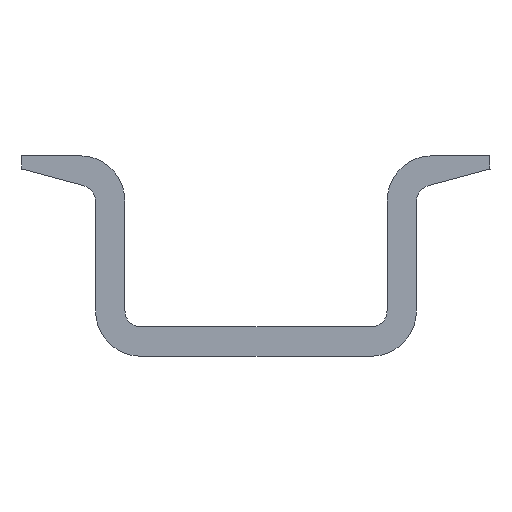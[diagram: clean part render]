
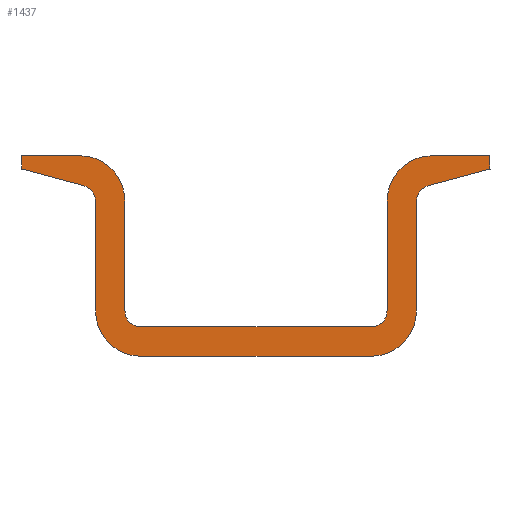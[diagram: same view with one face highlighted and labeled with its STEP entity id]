
A CAD part, left-side view. The second image highlights one B-rep face of the part: STEP entity #1437.
In plain terms, the highlighted face is planar.
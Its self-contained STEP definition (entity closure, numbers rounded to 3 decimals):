
#1270=CIRCLE('',#4315,1.2);
#1272=CIRCLE('',#4319,3.395);
#1340=CIRCLE('',#4389,3.395);
#1342=CIRCLE('',#4393,1.2);
#1344=CIRCLE('',#4399,3.395);
#1346=CIRCLE('',#4403,1.2);
#1414=CIRCLE('',#4473,1.2);
#1416=CIRCLE('',#4477,3.395);
#1437=ADVANCED_FACE('',(#1669),#1583,.F.);
#1583=PLANE('',#4480);
#1669=FACE_OUTER_BOUND('',#1889,.T.);
#1889=EDGE_LOOP('',(#2367,#2368,#2369,#2370,#2371,#2372,#2373,#2374,#2375,
#2376,#2377,#2378,#2379,#2380,#2381,#2382,#2383,#2384,#2385,#2386));
#2367=ORIENTED_EDGE('',*,*,#3241,.T.);
#2368=ORIENTED_EDGE('',*,*,#3245,.T.);
#2369=ORIENTED_EDGE('',*,*,#3248,.T.);
#2370=ORIENTED_EDGE('',*,*,#3251,.T.);
#2371=ORIENTED_EDGE('',*,*,#3254,.T.);
#2372=ORIENTED_EDGE('',*,*,#3389,.T.);
#2373=ORIENTED_EDGE('',*,*,#3392,.T.);
#2374=ORIENTED_EDGE('',*,*,#3395,.T.);
#2375=ORIENTED_EDGE('',*,*,#3398,.T.);
#2376=ORIENTED_EDGE('',*,*,#3401,.T.);
#2377=ORIENTED_EDGE('',*,*,#3404,.T.);
#2378=ORIENTED_EDGE('',*,*,#3407,.T.);
#2379=ORIENTED_EDGE('',*,*,#3410,.T.);
#2380=ORIENTED_EDGE('',*,*,#3413,.T.);
#2381=ORIENTED_EDGE('',*,*,#3416,.T.);
#2382=ORIENTED_EDGE('',*,*,#3551,.T.);
#2383=ORIENTED_EDGE('',*,*,#3554,.T.);
#2384=ORIENTED_EDGE('',*,*,#3557,.T.);
#2385=ORIENTED_EDGE('',*,*,#3560,.T.);
#2386=ORIENTED_EDGE('',*,*,#3562,.T.);
#2937=VERTEX_POINT('',#5536);
#2938=VERTEX_POINT('',#5538);
#2940=VERTEX_POINT('',#5544);
#2942=VERTEX_POINT('',#5550);
#2944=VERTEX_POINT('',#5556);
#2946=VERTEX_POINT('',#5562);
#3080=VERTEX_POINT('',#5832);
#3082=VERTEX_POINT('',#5838);
#3084=VERTEX_POINT('',#5844);
#3086=VERTEX_POINT('',#5850);
#3088=VERTEX_POINT('',#5856);
#3090=VERTEX_POINT('',#5862);
#3092=VERTEX_POINT('',#5868);
#3094=VERTEX_POINT('',#5874);
#3096=VERTEX_POINT('',#5880);
#3098=VERTEX_POINT('',#5886);
#3232=VERTEX_POINT('',#6156);
#3234=VERTEX_POINT('',#6162);
#3236=VERTEX_POINT('',#6168);
#3238=VERTEX_POINT('',#6174);
#3241=EDGE_CURVE('',#2938,#2937,#3697,.T.);
#3245=EDGE_CURVE('',#2937,#2940,#3701,.T.);
#3248=EDGE_CURVE('',#2940,#2942,#1270,.T.);
#3251=EDGE_CURVE('',#2942,#2944,#3705,.T.);
#3254=EDGE_CURVE('',#2944,#2946,#1272,.T.);
#3389=EDGE_CURVE('',#2946,#3080,#3775,.T.);
#3392=EDGE_CURVE('',#3080,#3082,#1340,.T.);
#3395=EDGE_CURVE('',#3082,#3084,#3779,.T.);
#3398=EDGE_CURVE('',#3084,#3086,#1342,.T.);
#3401=EDGE_CURVE('',#3086,#3088,#3783,.T.);
#3404=EDGE_CURVE('',#3088,#3090,#3786,.T.);
#3407=EDGE_CURVE('',#3090,#3092,#3789,.T.);
#3410=EDGE_CURVE('',#3092,#3094,#1344,.T.);
#3413=EDGE_CURVE('',#3094,#3096,#3793,.T.);
#3416=EDGE_CURVE('',#3096,#3098,#1346,.T.);
#3551=EDGE_CURVE('',#3098,#3232,#3863,.T.);
#3554=EDGE_CURVE('',#3232,#3234,#1414,.T.);
#3557=EDGE_CURVE('',#3234,#3236,#3867,.T.);
#3560=EDGE_CURVE('',#3236,#3238,#1416,.T.);
#3562=EDGE_CURVE('',#3238,#2938,#3870,.T.);
#3697=LINE('',#5537,#4005);
#3701=LINE('',#5545,#4009);
#3705=LINE('',#5557,#4013);
#3775=LINE('',#5833,#4083);
#3779=LINE('',#5845,#4087);
#3783=LINE('',#5857,#4091);
#3786=LINE('',#5863,#4094);
#3789=LINE('',#5869,#4097);
#3793=LINE('',#5881,#4101);
#3863=LINE('',#6157,#4171);
#3867=LINE('',#6169,#4175);
#3870=LINE('',#6178,#4178);
#4005=VECTOR('',#4619,1.);
#4009=VECTOR('',#4625,1.);
#4013=VECTOR('',#4637,1.);
#4083=VECTOR('',#4847,1.);
#4087=VECTOR('',#4859,1.);
#4091=VECTOR('',#4871,1.);
#4094=VECTOR('',#4876,1.);
#4097=VECTOR('',#4881,1.);
#4101=VECTOR('',#4893,1.);
#4171=VECTOR('',#5103,1.);
#4175=VECTOR('',#5115,1.);
#4178=VECTOR('',#5126,1.);
#4315=AXIS2_PLACEMENT_3D('',#5551,#4631,#4632);
#4319=AXIS2_PLACEMENT_3D('',#5563,#4643,#4644);
#4389=AXIS2_PLACEMENT_3D('',#5839,#4853,#4854);
#4393=AXIS2_PLACEMENT_3D('',#5851,#4865,#4866);
#4399=AXIS2_PLACEMENT_3D('',#5875,#4887,#4888);
#4403=AXIS2_PLACEMENT_3D('',#5887,#4899,#4900);
#4473=AXIS2_PLACEMENT_3D('',#6163,#5109,#5110);
#4477=AXIS2_PLACEMENT_3D('',#6175,#5121,#5122);
#4480=AXIS2_PLACEMENT_3D('',#6180,#5129,#5130);
#4619=DIRECTION('',(0.,0.,-1.));
#4625=DIRECTION('',(0.,0.966,-0.259));
#4631=DIRECTION('',(-1.,0.,0.));
#4632=DIRECTION('',(0.,0.259,0.966));
#4637=DIRECTION('',(0.,0.,-1.));
#4643=DIRECTION('',(1.,0.,0.));
#4644=DIRECTION('',(0.,-1.,0.));
#4847=DIRECTION('',(0.,1.,0.));
#4853=DIRECTION('',(1.,0.,0.));
#4854=DIRECTION('',(0.,0.,-1.));
#4859=DIRECTION('',(0.,0.,1.));
#4865=DIRECTION('',(-1.,0.,0.));
#4866=DIRECTION('',(0.,-1.,0.));
#4871=DIRECTION('',(0.,0.966,0.259));
#4876=DIRECTION('',(0.,0.,1.));
#4881=DIRECTION('',(0.,-1.,0.));
#4887=DIRECTION('',(1.,0.,0.));
#4888=DIRECTION('',(0.,0.,1.));
#4893=DIRECTION('',(0.,0.,-1.));
#4899=DIRECTION('',(-1.,0.,0.));
#4900=DIRECTION('',(0.,1.,0.));
#5103=DIRECTION('',(0.,-1.,0.));
#5109=DIRECTION('',(-1.,0.,0.));
#5110=DIRECTION('',(0.,0.,-1.));
#5115=DIRECTION('',(0.,0.,1.));
#5121=DIRECTION('',(1.,0.,0.));
#5122=DIRECTION('',(0.,1.,0.));
#5126=DIRECTION('',(0.,-1.,0.));
#5129=DIRECTION('',(-1.,0.,0.));
#5130=DIRECTION('',(0.,0.,1.));
#5536=CARTESIAN_POINT('',(415.,-17.5,-1.));
#5537=CARTESIAN_POINT('',(415.,-17.5,0.));
#5538=CARTESIAN_POINT('',(415.,-17.5,0.));
#5544=CARTESIAN_POINT('',(415.,-12.889,-2.235));
#5545=CARTESIAN_POINT('',(415.,-17.5,-1.));
#5550=CARTESIAN_POINT('',(415.,-12.,-3.395));
#5551=CARTESIAN_POINT('',(415.,-13.2,-3.395));
#5556=CARTESIAN_POINT('',(415.,-12.,-11.605));
#5557=CARTESIAN_POINT('',(415.,-12.,-3.395));
#5562=CARTESIAN_POINT('',(415.,-8.605,-15.));
#5563=CARTESIAN_POINT('',(415.,-8.605,-11.605));
#5832=CARTESIAN_POINT('',(415.,8.605,-15.));
#5833=CARTESIAN_POINT('',(415.,-8.605,-15.));
#5838=CARTESIAN_POINT('',(415.,12.,-11.605));
#5839=CARTESIAN_POINT('',(415.,8.605,-11.605));
#5844=CARTESIAN_POINT('',(415.,12.,-3.395));
#5845=CARTESIAN_POINT('',(415.,12.,-11.605));
#5850=CARTESIAN_POINT('',(415.,12.889,-2.235));
#5851=CARTESIAN_POINT('',(415.,13.2,-3.395));
#5856=CARTESIAN_POINT('',(415.,17.5,-1.));
#5857=CARTESIAN_POINT('',(415.,12.889,-2.235));
#5862=CARTESIAN_POINT('',(415.,17.5,0.));
#5863=CARTESIAN_POINT('',(415.,17.5,-1.));
#5868=CARTESIAN_POINT('',(415.,13.2,0.));
#5869=CARTESIAN_POINT('',(415.,17.5,0.));
#5874=CARTESIAN_POINT('',(415.,9.805,-3.395));
#5875=CARTESIAN_POINT('',(415.,13.2,-3.395));
#5880=CARTESIAN_POINT('',(415.,9.805,-11.605));
#5881=CARTESIAN_POINT('',(415.,9.805,-3.395));
#5886=CARTESIAN_POINT('',(415.,8.605,-12.805));
#5887=CARTESIAN_POINT('',(415.,8.605,-11.605));
#6156=CARTESIAN_POINT('',(415.,-8.605,-12.805));
#6157=CARTESIAN_POINT('',(415.,8.605,-12.805));
#6162=CARTESIAN_POINT('',(415.,-9.805,-11.605));
#6163=CARTESIAN_POINT('',(415.,-8.605,-11.605));
#6168=CARTESIAN_POINT('',(415.,-9.805,-3.395));
#6169=CARTESIAN_POINT('',(415.,-9.805,-11.605));
#6174=CARTESIAN_POINT('',(415.,-13.2,0.));
#6175=CARTESIAN_POINT('',(415.,-13.2,-3.395));
#6178=CARTESIAN_POINT('',(415.,-13.2,0.));
#6180=CARTESIAN_POINT('',(415.,-13.2,-3.395));
